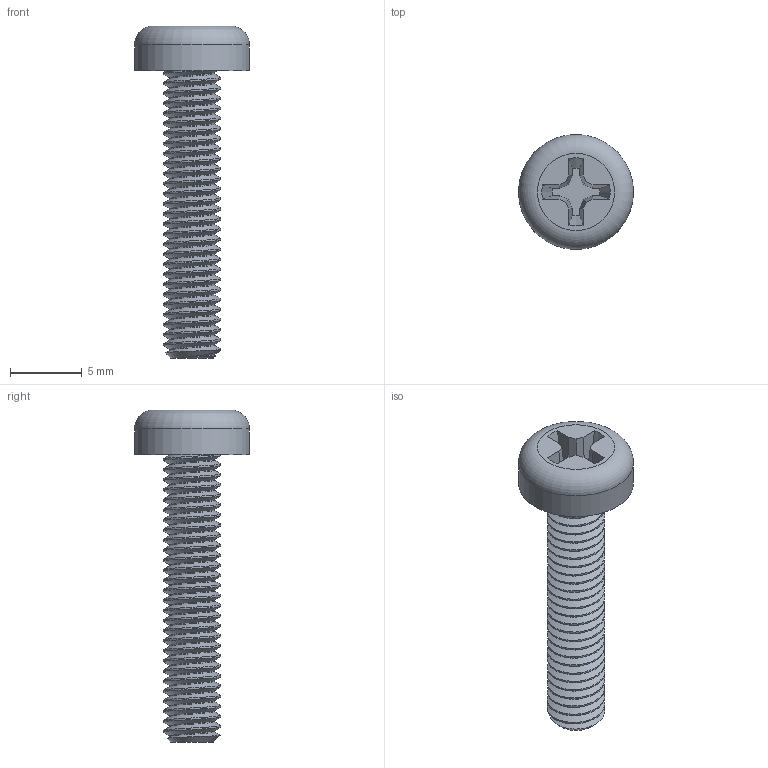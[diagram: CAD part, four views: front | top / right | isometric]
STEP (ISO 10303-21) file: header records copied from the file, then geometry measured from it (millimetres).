
FILE_DESCRIPTION(/* description */ ('STEP AP203'),/* implementation_level */ '2;1');
FILE_NAME(/* name */ 'screws_20mm_m4x0.7_ext.stp',/* time_stamp */ '2022-12-09T16:31:20+01:00',/* author */ ('Rik Ubaghs'),/* organization */ ('Microsoft'),/* preprocessor_version */ 'ST-DEVELOPER v18.1',/* originating_system */ 'Autodesk Inventor 2021',/* authorisation */ '');
FILE_SCHEMA (('CONFIG_CONTROL_DESIGN','AUTOMOTIVE_DESIGN { 1 0 10303 214 3 1 1 }'));
Length unit declared in the file: millimetre
Products named in the file (1): 94879A228_METRIC NYLON PAN HEAD PHILLIPS MACHINE SCREW
Bounding box: 8 x 8 x 23.1 mm (x, y, z)
Volume: 330.8 mm3; surface area: 586.1 mm2
Topology: 1 solids, 1 shells, 88 faces, 256 edges, 172 vertices
Faces by surface type: cylinder 60, plane 20, cone 5, bspline 2, torus 1
Full cylindrical faces by diameter (mm): 3.097 x28, 4 x27, 8 x1
Entity records: 10613 total; most frequent: CARTESIAN_POINT 8549, ORIENTED_EDGE 512, DIRECTION 323, EDGE_CURVE 256, VERTEX_POINT 172, AXIS2_PLACEMENT_3D 110, LINE 103, VECTOR 103
